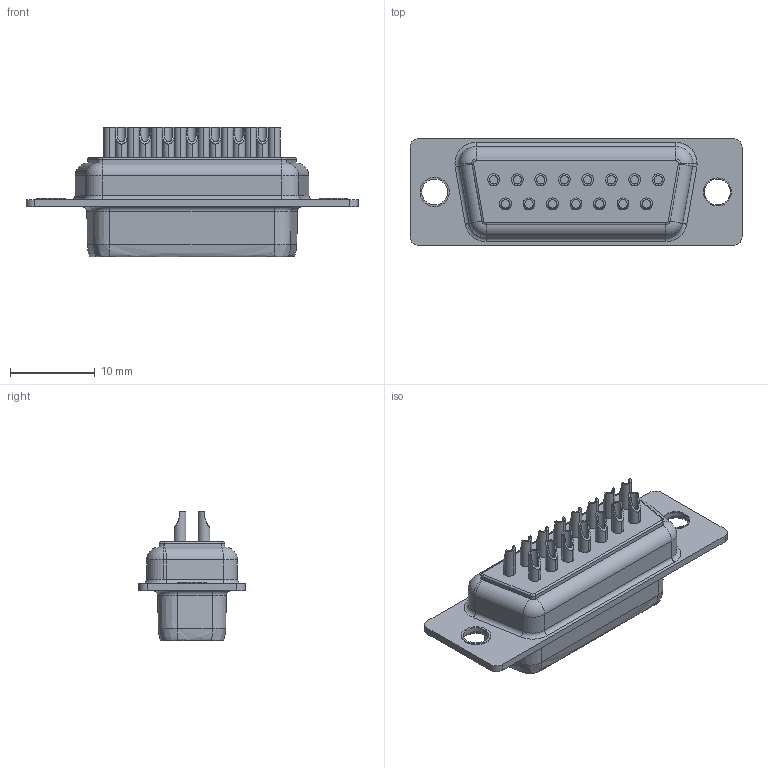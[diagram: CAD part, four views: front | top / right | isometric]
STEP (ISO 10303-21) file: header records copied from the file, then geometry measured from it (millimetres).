
FILE_DESCRIPTION (( 'STEP AP214' ), '1' );
FILE_NAME ('FDM1503-F0WS101W1K-REF.STEP', '2025-05-21T08:45:43', ( '' ), ( '' ), 'SwSTEP 2.0', 'SolidWorks 2021', '' );
FILE_SCHEMA (( 'AUTOMOTIVE_DESIGN' ));
Length unit declared in the file: millimetre
Products named in the file (1): FDM1503-F0WS101W1K-REF
Bounding box: 39.14 x 12.55 x 15.3 mm (x, y, z)
Volume: 2719.5 mm3; surface area: 2686.9 mm2
Topology: 1 solids, 2 shells, 316 faces, 719 edges, 439 vertices
Faces by surface type: cylinder 161, plane 75, torus 37, cone 35, bspline 8
Entity records: 9711 total; most frequent: CARTESIAN_POINT 2515, DIRECTION 1589, ORIENTED_EDGE 1438, EDGE_CURVE 719, AXIS2_PLACEMENT_3D 661, VERTEX_POINT 439, EDGE_LOOP 354, CIRCLE 352
